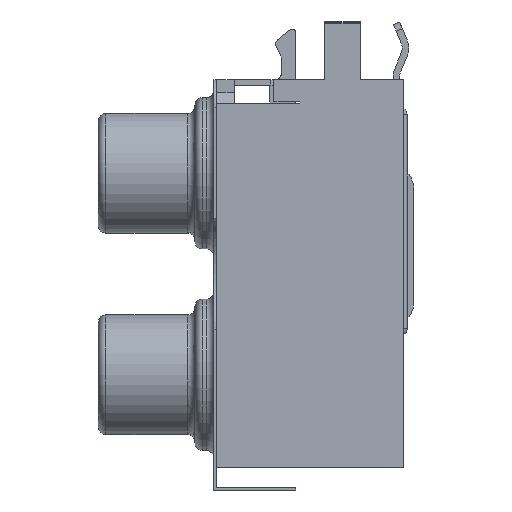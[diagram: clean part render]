
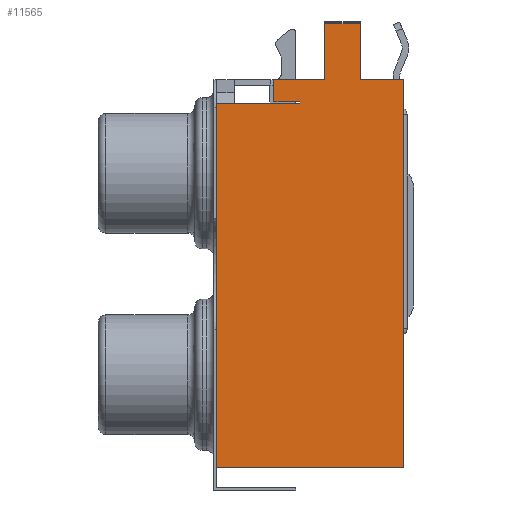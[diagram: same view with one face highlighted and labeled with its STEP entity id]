
A CAD part, left-side view. The second image highlights one B-rep face of the part: STEP entity #11565.
In plain terms, the highlighted planar face has unit normal (-1, 0, 0).
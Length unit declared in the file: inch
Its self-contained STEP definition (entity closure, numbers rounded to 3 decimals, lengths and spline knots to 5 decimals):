
#149 = CARTESIAN_POINT ( 'NONE',  ( -0.8071, -0.4017, 1.2745 ) ) ;
#667 = VECTOR ( 'NONE', #9170, 39.37008 ) ;
#723 = CARTESIAN_POINT ( 'NONE',  ( -0.8071, -0.4017, 1.122 ) ) ;
#809 = ORIENTED_EDGE ( 'NONE', *, *, #13313, .T. ) ;
#978 = ORIENTED_EDGE ( 'NONE', *, *, #2298, .T. ) ;
#1057 = AXIS2_PLACEMENT_3D ( 'NONE', #13851, #6208, #15138 ) ;
#1296 = LINE ( 'NONE', #10059, #10016 ) ;
#1525 = VECTOR ( 'NONE', #8901, 39.37008 ) ;
#1615 = CARTESIAN_POINT ( 'NONE',  ( -0.8071, -0.264, 1.122 ) ) ;
#1687 = VECTOR ( 'NONE', #11134, 39.37008 ) ;
#1704 = VERTEX_POINT ( 'NONE', #149 ) ;
#1920 = LINE ( 'NONE', #10199, #1525 ) ;
#2072 = LINE ( 'NONE', #8608, #1687 ) ;
#2188 = ORIENTED_EDGE ( 'NONE', *, *, #15580, .T. ) ;
#2238 = VERTEX_POINT ( 'NONE', #11876 ) ;
#2298 = EDGE_CURVE ( 'NONE', #2238, #3580, #5759, .T. ) ;
#2554 = ORIENTED_EDGE ( 'NONE', *, *, #15981, .T. ) ;
#2593 = CARTESIAN_POINT ( 'NONE',  ( -0.8071, -0.3033, 1.122 ) ) ;
#2748 = CARTESIAN_POINT ( 'NONE',  ( -0.8071, -0.008, 0.66775 ) ) ;
#2823 = ORIENTED_EDGE ( 'NONE', *, *, #16199, .T. ) ;
#3198 = VERTEX_POINT ( 'NONE', #6518 ) ;
#3216 = ORIENTED_EDGE ( 'NONE', *, *, #15775, .T. ) ;
#3369 = VERTEX_POINT ( 'NONE', #10584 ) ;
#3421 = CARTESIAN_POINT ( 'NONE',  ( -0.8071, -0.264, 1.2745 ) ) ;
#3561 = ORIENTED_EDGE ( 'NONE', *, *, #16096, .T. ) ;
#3580 = VERTEX_POINT ( 'NONE', #5983 ) ;
#3729 = ORIENTED_EDGE ( 'NONE', *, *, #13671, .F. ) ;
#3984 = DIRECTION ( 'NONE',  ( 0., 0., -1. ) ) ;
#4122 = LINE ( 'NONE', #3421, #13370 ) ;
#4221 = CARTESIAN_POINT ( 'NONE',  ( -0.8071, -0.264, 1.122 ) ) ;
#4363 = CARTESIAN_POINT ( 'NONE',  ( -0.8071, -0.165, 1.062 ) ) ;
#4593 = VECTOR ( 'NONE', #5443, 39.37008 ) ;
#4727 = CARTESIAN_POINT ( 'NONE',  ( -0.8071, -0.52, 0.061 ) ) ;
#4928 = CARTESIAN_POINT ( 'NONE',  ( -0.8071, -0.264, 1.058 ) ) ;
#4957 = PLANE ( 'NONE',  #1057 ) ;
#5085 = LINE ( 'NONE', #1615, #11766 ) ;
#5443 = DIRECTION ( 'NONE',  ( 0., 1., 0. ) ) ;
#5583 = VERTEX_POINT ( 'NONE', #723 ) ;
#5619 = VECTOR ( 'NONE', #13976, 39.37008 ) ;
#5759 = LINE ( 'NONE', #4928, #9096 ) ;
#5762 = CARTESIAN_POINT ( 'NONE',  ( -0.8071, -0.235, 1.079 ) ) ;
#5802 = VERTEX_POINT ( 'NONE', #2593 ) ;
#5859 = DIRECTION ( 'NONE',  ( 0., 1., 0. ) ) ;
#5983 = CARTESIAN_POINT ( 'NONE',  ( -0.8071, -0.008, 1.058 ) ) ;
#6006 = VERTEX_POINT ( 'NONE', #11919 ) ;
#6207 = DIRECTION ( 'NONE',  ( 0., -1., 0. ) ) ;
#6208 = DIRECTION ( 'NONE',  ( -1., 0., 0. ) ) ;
#6243 = ORIENTED_EDGE ( 'NONE', *, *, #13753, .F. ) ;
#6518 = CARTESIAN_POINT ( 'NONE',  ( -0.8071, -0.235, 1.062 ) ) ;
#6603 = CARTESIAN_POINT ( 'NONE',  ( -0.8071, -0.4017, 0.66775 ) ) ;
#7309 = LINE ( 'NONE', #5762, #13747 ) ;
#7519 = FACE_OUTER_BOUND ( 'NONE', #15963, .T. ) ;
#7633 = VECTOR ( 'NONE', #3984, 39.37008 ) ;
#7838 = LINE ( 'NONE', #4221, #4593 ) ;
#7890 = VERTEX_POINT ( 'NONE', #10246 ) ;
#7936 = ORIENTED_EDGE ( 'NONE', *, *, #15492, .T. ) ;
#8029 = LINE ( 'NONE', #2748, #7633 ) ;
#8420 = DIRECTION ( 'NONE',  ( 0., 1., 0. ) ) ;
#8608 = CARTESIAN_POINT ( 'NONE',  ( -0.8071, -0.52, 0.5915 ) ) ;
#8901 = DIRECTION ( 'NONE',  ( 0., 0., -1. ) ) ;
#8944 = LINE ( 'NONE', #15260, #5619 ) ;
#9096 = VECTOR ( 'NONE', #8420, 39.37008 ) ;
#9170 = DIRECTION ( 'NONE',  ( 0., 0., 1. ) ) ;
#9241 = LINE ( 'NONE', #10029, #11253 ) ;
#9650 = EDGE_CURVE ( 'NONE', #3198, #2238, #7309, .T. ) ;
#9692 = CARTESIAN_POINT ( 'NONE',  ( -0.8071, -0.52, 1.122 ) ) ;
#10016 = VECTOR ( 'NONE', #13879, 39.37008 ) ;
#10029 = CARTESIAN_POINT ( 'NONE',  ( -0.8071, -0.264, 1.062 ) ) ;
#10059 = CARTESIAN_POINT ( 'NONE',  ( -0.8071, -0.264, 0.061 ) ) ;
#10199 = CARTESIAN_POINT ( 'NONE',  ( -0.8071, -0.165, 1.092 ) ) ;
#10246 = CARTESIAN_POINT ( 'NONE',  ( -0.8071, -0.3033, 1.2745 ) ) ;
#10584 = CARTESIAN_POINT ( 'NONE',  ( -0.8071, -0.165, 1.122 ) ) ;
#11134 = DIRECTION ( 'NONE',  ( 0., 0., -1. ) ) ;
#11253 = VECTOR ( 'NONE', #6207, 39.37008 ) ;
#11451 = VERTEX_POINT ( 'NONE', #9692 ) ;
#11565 = ADVANCED_FACE ( 'NONE', ( #7519 ), #4957, .T. ) ;
#11566 = DIRECTION ( 'NONE',  ( 0., 1., 0. ) ) ;
#11664 = ORIENTED_EDGE ( 'NONE', *, *, #16007, .T. ) ;
#11766 = VECTOR ( 'NONE', #11566, 39.37008 ) ;
#11876 = CARTESIAN_POINT ( 'NONE',  ( -0.8071, -0.235, 1.058 ) ) ;
#11919 = CARTESIAN_POINT ( 'NONE',  ( -0.8071, -0.008, 0.061 ) ) ;
#12841 = VERTEX_POINT ( 'NONE', #4727 ) ;
#13313 = EDGE_CURVE ( 'NONE', #3369, #15251, #1920, .T. ) ;
#13370 = VECTOR ( 'NONE', #5859, 39.37008 ) ;
#13671 = EDGE_CURVE ( 'NONE', #11451, #12841, #2072, .T. ) ;
#13693 = ORIENTED_EDGE ( 'NONE', *, *, #9650, .T. ) ;
#13747 = VECTOR ( 'NONE', #14669, 39.37008 ) ;
#13753 = EDGE_CURVE ( 'NONE', #12841, #6006, #1296, .T. ) ;
#13851 = CARTESIAN_POINT ( 'NONE',  ( -0.8071, 0.00224, 1.29877 ) ) ;
#13879 = DIRECTION ( 'NONE',  ( 0., 1., 0. ) ) ;
#13976 = DIRECTION ( 'NONE',  ( 0., 0., -1. ) ) ;
#13990 = LINE ( 'NONE', #6603, #667 ) ;
#14669 = DIRECTION ( 'NONE',  ( 0., 0., -1. ) ) ;
#15138 = DIRECTION ( 'NONE',  ( 0., 0., -1. ) ) ;
#15251 = VERTEX_POINT ( 'NONE', #4363 ) ;
#15260 = CARTESIAN_POINT ( 'NONE',  ( -0.8071, -0.3033, 0.66775 ) ) ;
#15492 = EDGE_CURVE ( 'NONE', #11451, #5583, #5085, .T. ) ;
#15580 = EDGE_CURVE ( 'NONE', #5583, #1704, #13990, .T. ) ;
#15775 = EDGE_CURVE ( 'NONE', #1704, #7890, #4122, .T. ) ;
#15963 = EDGE_LOOP ( 'NONE', ( #978, #2823, #6243, #3729, #7936, #2188, #3216, #2554, #11664, #809, #3561, #13693 ) ) ;
#15981 = EDGE_CURVE ( 'NONE', #7890, #5802, #8944, .T. ) ;
#16007 = EDGE_CURVE ( 'NONE', #5802, #3369, #7838, .T. ) ;
#16096 = EDGE_CURVE ( 'NONE', #15251, #3198, #9241, .T. ) ;
#16199 = EDGE_CURVE ( 'NONE', #3580, #6006, #8029, .T. ) ;
